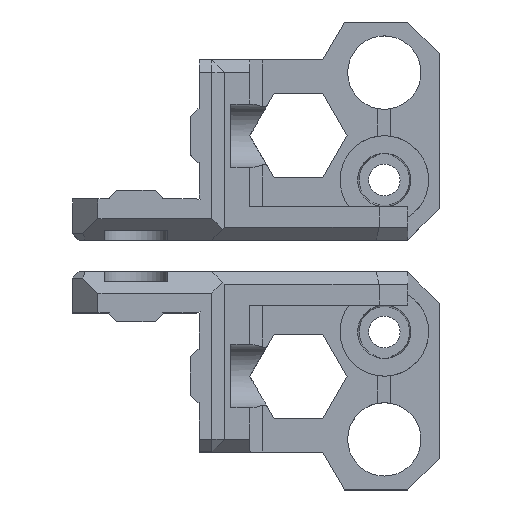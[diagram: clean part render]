
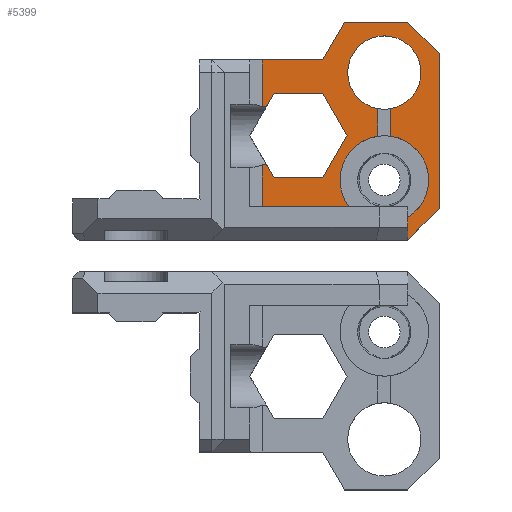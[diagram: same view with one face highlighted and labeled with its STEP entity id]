
A CAD part, top view. The second image highlights one B-rep face of the part: STEP entity #5399.
In plain terms, the highlighted planar face has unit normal (0, 0, 1).
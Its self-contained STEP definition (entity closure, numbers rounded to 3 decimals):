
#168=PLANE('',#5782);
#459=FACE_OUTER_BOUND('',#777,.T.);
#777=EDGE_LOOP('',(#4034,#4035,#4036,#4037,#4038,#4039,#4040,#4041,#4042,
#4043,#4044,#4045,#4046,#4047,#4048,#4049,#4050,#4051,#4052,#4053,#4054,
#4055,#4056,#4057));
#1117=LINE('',#7710,#1797);
#1120=LINE('',#7715,#1800);
#1122=LINE('',#7719,#1802);
#1186=LINE('',#8091,#1866);
#1189=LINE('',#8098,#1869);
#1194=LINE('',#8113,#1874);
#1197=LINE('',#8119,#1877);
#1198=LINE('',#8126,#1878);
#1199=LINE('',#8129,#1879);
#1200=LINE('',#8131,#1880);
#1201=LINE('',#8133,#1881);
#1202=LINE('',#8135,#1882);
#1203=LINE('',#8137,#1883);
#1204=LINE('',#8139,#1884);
#1205=LINE('',#8140,#1885);
#1206=LINE('',#8142,#1886);
#1207=LINE('',#8144,#1887);
#1208=LINE('',#8145,#1888);
#1209=LINE('',#8147,#1889);
#1210=LINE('',#8148,#1890);
#1797=VECTOR('',#6229,10.);
#1800=VECTOR('',#6234,10.);
#1802=VECTOR('',#6238,10.);
#1866=VECTOR('',#6364,10.);
#1869=VECTOR('',#6369,10.);
#1874=VECTOR('',#6382,10.);
#1877=VECTOR('',#6387,10.);
#1878=VECTOR('',#6394,10.);
#1879=VECTOR('',#6397,10.);
#1880=VECTOR('',#6398,10.);
#1881=VECTOR('',#6399,10.);
#1882=VECTOR('',#6400,10.);
#1883=VECTOR('',#6401,10.);
#1884=VECTOR('',#6402,10.);
#1885=VECTOR('',#6403,10.);
#1886=VECTOR('',#6404,10.);
#1887=VECTOR('',#6405,10.);
#1888=VECTOR('',#6406,10.);
#1889=VECTOR('',#6407,10.);
#1890=VECTOR('',#6408,10.);
#2444=CIRCLE('',#5783,7.);
#2445=CIRCLE('',#5784,5.8);
#2446=CIRCLE('',#5785,5.8);
#2447=CIRCLE('',#5786,7.);
#2538=VERTEX_POINT('',#7707);
#2539=VERTEX_POINT('',#7709);
#2540=VERTEX_POINT('',#7713);
#2541=VERTEX_POINT('',#7717);
#2581=VERTEX_POINT('',#7816);
#2609=VERTEX_POINT('',#8088);
#2610=VERTEX_POINT('',#8090);
#2611=VERTEX_POINT('',#8094);
#2613=VERTEX_POINT('',#8097);
#2618=VERTEX_POINT('',#8110);
#2619=VERTEX_POINT('',#8112);
#2621=VERTEX_POINT('',#8118);
#2622=VERTEX_POINT('',#8121);
#2623=VERTEX_POINT('',#8123);
#2624=VERTEX_POINT('',#8125);
#2625=VERTEX_POINT('',#8127);
#2626=VERTEX_POINT('',#8130);
#2627=VERTEX_POINT('',#8132);
#2628=VERTEX_POINT('',#8134);
#2629=VERTEX_POINT('',#8136);
#2630=VERTEX_POINT('',#8138);
#2631=VERTEX_POINT('',#8141);
#2632=VERTEX_POINT('',#8143);
#2633=VERTEX_POINT('',#8146);
#3060=EDGE_CURVE('',#2539,#2538,#1117,.T.);
#3063=EDGE_CURVE('',#2538,#2540,#1120,.T.);
#3065=EDGE_CURVE('',#2540,#2541,#1122,.T.);
#3155=EDGE_CURVE('',#2610,#2609,#1186,.T.);
#3158=EDGE_CURVE('',#2611,#2613,#1189,.T.);
#3165=EDGE_CURVE('',#2618,#2619,#1194,.T.);
#3168=EDGE_CURVE('',#2611,#2621,#1197,.T.);
#3169=EDGE_CURVE('',#2621,#2610,#2444,.T.);
#3170=EDGE_CURVE('',#2609,#2622,#2445,.T.);
#3171=EDGE_CURVE('',#2622,#2623,#2446,.T.);
#3172=EDGE_CURVE('',#2623,#2624,#1198,.T.);
#3173=EDGE_CURVE('',#2624,#2625,#2447,.T.);
#3174=EDGE_CURVE('',#2625,#2581,#1199,.T.);
#3175=EDGE_CURVE('',#2626,#2581,#1200,.T.);
#3176=EDGE_CURVE('',#2626,#2627,#1201,.T.);
#3177=EDGE_CURVE('',#2628,#2627,#1202,.T.);
#3178=EDGE_CURVE('',#2628,#2629,#1203,.T.);
#3179=EDGE_CURVE('',#2630,#2629,#1204,.T.);
#3180=EDGE_CURVE('',#2619,#2630,#1205,.T.);
#3181=EDGE_CURVE('',#2618,#2631,#1206,.T.);
#3182=EDGE_CURVE('',#2631,#2632,#1207,.T.);
#3183=EDGE_CURVE('',#2632,#2539,#1208,.T.);
#3184=EDGE_CURVE('',#2541,#2633,#1209,.T.);
#3185=EDGE_CURVE('',#2633,#2613,#1210,.T.);
#4034=ORIENTED_EDGE('',*,*,#3158,.F.);
#4035=ORIENTED_EDGE('',*,*,#3168,.T.);
#4036=ORIENTED_EDGE('',*,*,#3169,.T.);
#4037=ORIENTED_EDGE('',*,*,#3155,.T.);
#4038=ORIENTED_EDGE('',*,*,#3170,.T.);
#4039=ORIENTED_EDGE('',*,*,#3171,.T.);
#4040=ORIENTED_EDGE('',*,*,#3172,.T.);
#4041=ORIENTED_EDGE('',*,*,#3173,.T.);
#4042=ORIENTED_EDGE('',*,*,#3174,.T.);
#4043=ORIENTED_EDGE('',*,*,#3175,.F.);
#4044=ORIENTED_EDGE('',*,*,#3176,.T.);
#4045=ORIENTED_EDGE('',*,*,#3177,.F.);
#4046=ORIENTED_EDGE('',*,*,#3178,.T.);
#4047=ORIENTED_EDGE('',*,*,#3179,.F.);
#4048=ORIENTED_EDGE('',*,*,#3180,.F.);
#4049=ORIENTED_EDGE('',*,*,#3165,.F.);
#4050=ORIENTED_EDGE('',*,*,#3181,.T.);
#4051=ORIENTED_EDGE('',*,*,#3182,.T.);
#4052=ORIENTED_EDGE('',*,*,#3183,.T.);
#4053=ORIENTED_EDGE('',*,*,#3060,.T.);
#4054=ORIENTED_EDGE('',*,*,#3063,.T.);
#4055=ORIENTED_EDGE('',*,*,#3065,.T.);
#4056=ORIENTED_EDGE('',*,*,#3184,.T.);
#4057=ORIENTED_EDGE('',*,*,#3185,.T.);
#5399=ADVANCED_FACE('',(#459),#168,.T.);
#5782=AXIS2_PLACEMENT_3D('',#8117,#6385,#6386);
#5783=AXIS2_PLACEMENT_3D('',#8120,#6388,#6389);
#5784=AXIS2_PLACEMENT_3D('',#8122,#6390,#6391);
#5785=AXIS2_PLACEMENT_3D('',#8124,#6392,#6393);
#5786=AXIS2_PLACEMENT_3D('',#8128,#6395,#6396);
#6229=DIRECTION('',(0.5,-0.866,0.));
#6234=DIRECTION('',(-0.5,-0.866,0.));
#6238=DIRECTION('',(-1.,0.,0.));
#6364=DIRECTION('',(0.,1.,0.));
#6369=DIRECTION('',(0.,1.,0.));
#6382=DIRECTION('',(0.,1.,0.));
#6385=DIRECTION('center_axis',(0.,0.,1.));
#6386=DIRECTION('ref_axis',(1.,0.,0.));
#6387=DIRECTION('',(1.,0.,0.));
#6388=DIRECTION('center_axis',(0.,0.,-1.));
#6389=DIRECTION('ref_axis',(1.,0.,0.));
#6390=DIRECTION('center_axis',(0.,0.,-1.));
#6391=DIRECTION('ref_axis',(1.,0.,0.));
#6392=DIRECTION('center_axis',(0.,0.,-1.));
#6393=DIRECTION('ref_axis',(1.,0.,0.));
#6394=DIRECTION('',(0.,-1.,0.));
#6395=DIRECTION('center_axis',(0.,0.,-1.));
#6396=DIRECTION('ref_axis',(1.,0.,0.));
#6397=DIRECTION('',(0.,-1.,0.));
#6398=DIRECTION('',(-0.707,-0.707,0.));
#6399=DIRECTION('',(0.,1.,0.));
#6400=DIRECTION('',(0.707,-0.707,0.));
#6401=DIRECTION('',(-1.,0.,0.));
#6402=DIRECTION('',(0.5,0.866,0.));
#6403=DIRECTION('',(1.,0.,0.));
#6404=DIRECTION('',(1.,0.,0.));
#6405=DIRECTION('',(0.5,0.866,0.));
#6406=DIRECTION('',(1.,0.,0.));
#6407=DIRECTION('',(-0.5,0.866,0.));
#6408=DIRECTION('',(-1.,0.,0.));
#7707=CARTESIAN_POINT('',(-5.9,7.,0.));
#7709=CARTESIAN_POINT('',(-9.75,13.668,0.));
#7710=CARTESIAN_POINT('',(-5.9,7.,0.));
#7713=CARTESIAN_POINT('',(-9.75,0.332,0.));
#7715=CARTESIAN_POINT('',(-9.75,0.332,0.));
#7717=CARTESIAN_POINT('',(-17.45,0.332,0.));
#7719=CARTESIAN_POINT('',(-17.45,0.332,0.));
#7816=CARTESIAN_POINT('',(3.7,-9.515,0.));
#8088=CARTESIAN_POINT('',(-1.,11.287,0.));
#8090=CARTESIAN_POINT('',(-1.,6.928,0.));
#8091=CARTESIAN_POINT('',(-1.,3.888,0.));
#8094=CARTESIAN_POINT('',(-19.3,-4.215,0.));
#8097=CARTESIAN_POINT('',(-19.3,2.417,0.));
#8098=CARTESIAN_POINT('',(-19.3,1.764,0.));
#8110=CARTESIAN_POINT('',(-19.3,11.583,0.));
#8112=CARTESIAN_POINT('',(-19.3,19.,0.));
#8113=CARTESIAN_POINT('',(-19.3,1.764,0.));
#8117=CARTESIAN_POINT('Origin',(-20.3,7.743,0.));
#8118=CARTESIAN_POINT('',(-5.589,-4.215,0.));
#8119=CARTESIAN_POINT('',(-8.3,-4.215,0.));
#8120=CARTESIAN_POINT('Origin',(0.,0.,0.));
#8121=CARTESIAN_POINT('',(-5.8,17.,0.));
#8122=CARTESIAN_POINT('Origin',(0.,17.,0.));
#8123=CARTESIAN_POINT('',(1.,11.287,0.));
#8124=CARTESIAN_POINT('Origin',(0.,17.,0.));
#8125=CARTESIAN_POINT('',(1.,6.928,0.));
#8126=CARTESIAN_POINT('',(1.,11.287,0.));
#8127=CARTESIAN_POINT('',(3.7,-5.942,0.));
#8128=CARTESIAN_POINT('Origin',(0.,0.,0.));
#8129=CARTESIAN_POINT('',(3.7,-0.886,0.));
#8130=CARTESIAN_POINT('',(8.7,-4.515,0.));
#8131=CARTESIAN_POINT('',(3.264,-9.951,0.));
#8132=CARTESIAN_POINT('',(8.7,20.,0.));
#8133=CARTESIAN_POINT('',(8.7,-9.515,0.));
#8134=CARTESIAN_POINT('',(3.7,25.,0.));
#8135=CARTESIAN_POINT('',(3.264,25.436,0.));
#8136=CARTESIAN_POINT('',(-6.286,25.,0.));
#8137=CARTESIAN_POINT('',(8.7,25.,0.));
#8138=CARTESIAN_POINT('',(-9.75,19.,0.));
#8139=CARTESIAN_POINT('',(-9.75,19.,0.));
#8140=CARTESIAN_POINT('',(-29.3,19.,0.));
#8141=CARTESIAN_POINT('',(-18.654,11.583,0.));
#8142=CARTESIAN_POINT('',(-21.3,11.583,0.));
#8143=CARTESIAN_POINT('',(-17.45,13.668,0.));
#8144=CARTESIAN_POINT('',(-17.45,13.668,0.));
#8145=CARTESIAN_POINT('',(-9.75,13.668,0.));
#8146=CARTESIAN_POINT('',(-18.654,2.417,0.));
#8147=CARTESIAN_POINT('',(-21.3,7.,0.));
#8148=CARTESIAN_POINT('',(-21.3,2.417,0.));
